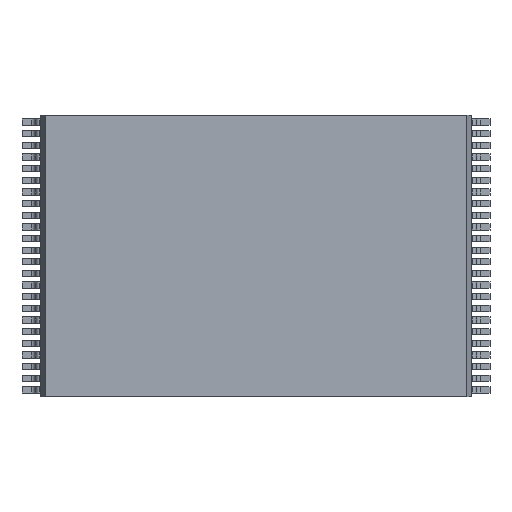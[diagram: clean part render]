
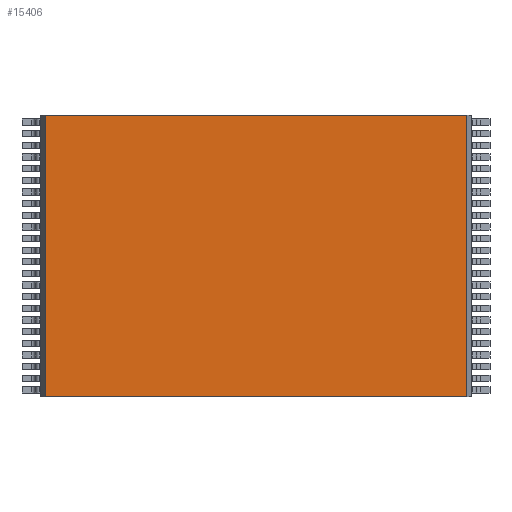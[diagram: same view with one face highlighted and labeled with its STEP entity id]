
A CAD part, top view. The second image highlights one B-rep face of the part: STEP entity #15406.
In plain terms, the highlighted planar face has unit normal (0, 0, 1).
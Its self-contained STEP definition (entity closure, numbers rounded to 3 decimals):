
#837=DIRECTION('',(-1.,0.,0.));
#838=VECTOR('',#837,18.1);
#839=CARTESIAN_POINT('',(9.05,-6.05,1.2));
#840=LINE('',#839,#838);
#844=DIRECTION('',(0.,1.,0.));
#845=VECTOR('',#844,12.1);
#846=CARTESIAN_POINT('',(-9.05,-6.05,1.2));
#847=LINE('',#846,#845);
#851=DIRECTION('',(1.,0.,0.));
#852=VECTOR('',#851,18.1);
#853=CARTESIAN_POINT('',(-9.05,6.05,1.2));
#854=LINE('',#853,#852);
#858=DIRECTION('',(0.,-1.,0.));
#859=VECTOR('',#858,12.1);
#860=CARTESIAN_POINT('',(9.05,6.05,1.2));
#861=LINE('',#860,#859);
#12902=CARTESIAN_POINT('',(9.05,-6.05,1.2));
#12903=CARTESIAN_POINT('',(-9.05,-6.05,1.2));
#12904=VERTEX_POINT('',#12902);
#12905=VERTEX_POINT('',#12903);
#12910=CARTESIAN_POINT('',(-9.05,6.05,1.2));
#12911=VERTEX_POINT('',#12910);
#14880=CARTESIAN_POINT('',(9.05,6.05,1.2));
#14881=VERTEX_POINT('',#14880);
#15394=CARTESIAN_POINT('',(-9.25,-6.05,1.2));
#15395=DIRECTION('',(0.,0.,1.));
#15396=DIRECTION('',(0.,-1.,0.));
#15397=AXIS2_PLACEMENT_3D('',#15394,#15395,#15396);
#15398=PLANE('',#15397);
#15399=ORIENTED_EDGE('',*,*,#15306,.T.);
#15401=ORIENTED_EDGE('',*,*,#15400,.T.);
#15402=ORIENTED_EDGE('',*,*,#15353,.T.);
#15403=ORIENTED_EDGE('',*,*,#15380,.T.);
#15404=EDGE_LOOP('',(#15399,#15401,#15402,#15403));
#15405=FACE_OUTER_BOUND('',#15404,.F.);
#15406=ADVANCED_FACE('',(#15405),#15398,.T.);
#15306=EDGE_CURVE('',#12904,#12905,#840,.T.);
#15353=EDGE_CURVE('',#12911,#14881,#854,.T.);
#15380=EDGE_CURVE('',#14881,#12904,#861,.T.);
#15400=EDGE_CURVE('',#12905,#12911,#847,.T.);
